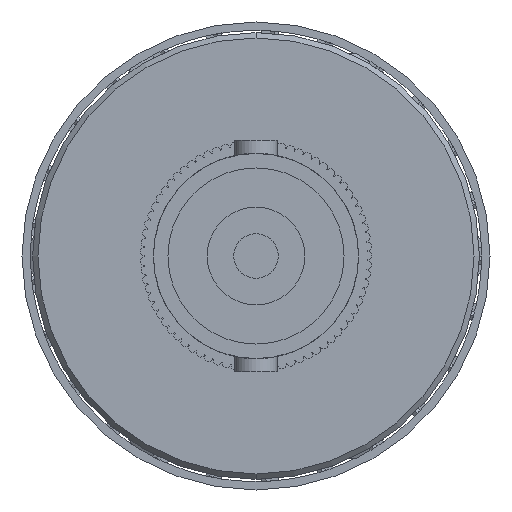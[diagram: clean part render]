
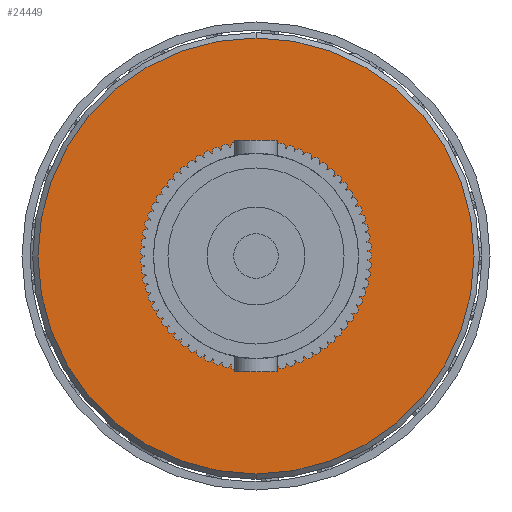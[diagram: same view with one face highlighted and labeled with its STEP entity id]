
A CAD part, left-side view. The second image highlights one B-rep face of the part: STEP entity #24449.
In plain terms, the highlighted planar face has unit normal (-1, 0, 0).
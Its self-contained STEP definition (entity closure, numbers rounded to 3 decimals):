
#178 = EDGE_CURVE ( 'NONE', #50775, #78378, #59252, .T. ) ;
#1949 = CARTESIAN_POINT ( 'NONE',  ( 0., 0., -4.023 ) ) ;
#6069 = CARTESIAN_POINT ( 'NONE',  ( 0., 0., 0. ) ) ;
#7625 = ORIENTED_EDGE ( 'NONE', *, *, #43202, .F. ) ;
#12927 = AXIS2_PLACEMENT_3D ( 'NONE', #58591, #65650, #27753 ) ;
#13346 = CIRCLE ( 'NONE', #17807, 4.023 ) ;
#15195 = CARTESIAN_POINT ( 'NONE',  ( 0., 0., -10.249 ) ) ;
#17807 = AXIS2_PLACEMENT_3D ( 'NONE', #23358, #45004, #38434 ) ;
#18141 = VERTEX_POINT ( 'NONE', #1949 ) ;
#20245 = AXIS2_PLACEMENT_3D ( 'NONE', #6069, #21096, #78400 ) ;
#21096 = DIRECTION ( 'NONE',  ( -1., 0., 0. ) ) ;
#22323 = CARTESIAN_POINT ( 'NONE',  ( 0., 0., -4.023 ) ) ;
#22682 = CARTESIAN_POINT ( 'NONE',  ( 0., 0., 4.023 ) ) ;
#23358 = CARTESIAN_POINT ( 'NONE',  ( 0., 0., 0. ) ) ;
#24449 = ADVANCED_FACE ( 'NONE', ( #86694, #79621 ), #87597, .F. ) ;
#25443 = VERTEX_POINT ( 'NONE', #22682 ) ;
#27753 = DIRECTION ( 'NONE',  ( 0., 0., -1. ) ) ;
#28469 = DIRECTION ( 'NONE',  ( 0., 0., -1. ) ) ;
#29404 = CIRCLE ( 'NONE', #12927, 10.249 ) ;
#36111 = AXIS2_PLACEMENT_3D ( 'NONE', #22323, #79168, #28469 ) ;
#36557 = ORIENTED_EDGE ( 'NONE', *, *, #82830, .T. ) ;
#38434 = DIRECTION ( 'NONE',  ( 0., 0., 1. ) ) ;
#38550 = EDGE_CURVE ( 'NONE', #18141, #25443, #13346, .T. ) ;
#43202 = EDGE_CURVE ( 'NONE', #25443, #18141, #77894, .T. ) ;
#45004 = DIRECTION ( 'NONE',  ( -1., 0., 0. ) ) ;
#47687 = DIRECTION ( 'NONE',  ( 0., 0., 1. ) ) ;
#48828 = ORIENTED_EDGE ( 'NONE', *, *, #178, .T. ) ;
#50775 = VERTEX_POINT ( 'NONE', #15195 ) ;
#56818 = CARTESIAN_POINT ( 'NONE',  ( 0., 0., 10.249 ) ) ;
#58591 = CARTESIAN_POINT ( 'NONE',  ( 0., 0., 0. ) ) ;
#59252 = CIRCLE ( 'NONE', #20245, 10.249 ) ;
#62247 = DIRECTION ( 'NONE',  ( -1., 0., 0. ) ) ;
#65650 = DIRECTION ( 'NONE',  ( -1., 0., 0. ) ) ;
#66233 = EDGE_LOOP ( 'NONE', ( #48828, #36557 ) ) ;
#75201 = EDGE_LOOP ( 'NONE', ( #7625, #78023 ) ) ;
#77249 = CARTESIAN_POINT ( 'NONE',  ( 0., 0., 0. ) ) ;
#77894 = CIRCLE ( 'NONE', #89869, 4.023 ) ;
#78023 = ORIENTED_EDGE ( 'NONE', *, *, #38550, .F. ) ;
#78378 = VERTEX_POINT ( 'NONE', #56818 ) ;
#78400 = DIRECTION ( 'NONE',  ( 0., 0., -1. ) ) ;
#79168 = DIRECTION ( 'NONE',  ( 1., 0., 0. ) ) ;
#79621 = FACE_BOUND ( 'NONE', #75201, .T. ) ;
#82830 = EDGE_CURVE ( 'NONE', #78378, #50775, #29404, .T. ) ;
#86694 = FACE_OUTER_BOUND ( 'NONE', #66233, .T. ) ;
#87597 = PLANE ( 'NONE',  #36111 ) ;
#89869 = AXIS2_PLACEMENT_3D ( 'NONE', #77249, #62247, #47687 ) ;
